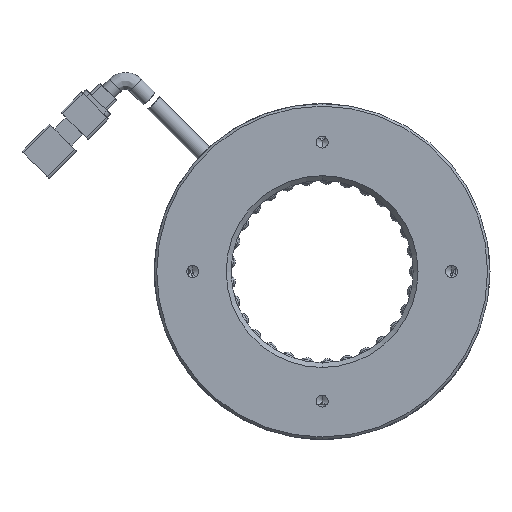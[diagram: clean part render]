
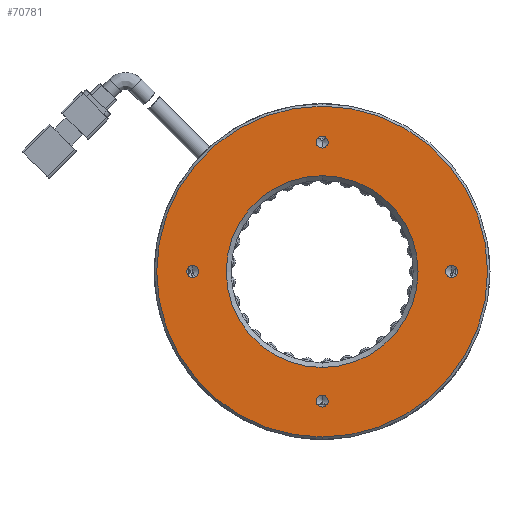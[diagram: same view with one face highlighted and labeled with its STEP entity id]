
A CAD part, front view. The second image highlights one B-rep face of the part: STEP entity #70781.
In plain terms, the highlighted planar face has unit normal (0, -1, 0).
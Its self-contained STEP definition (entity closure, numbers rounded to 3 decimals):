
#510 = EDGE_CURVE ( 'NONE', #45222, #800, #57077, .T. ) ;
#800 = VERTEX_POINT ( 'NONE', #14161 ) ;
#1112 = AXIS2_PLACEMENT_3D ( 'NONE', #36218, #83077, #43018 ) ;
#2182 = FACE_BOUND ( 'NONE', #84466, .T. ) ;
#2325 = AXIS2_PLACEMENT_3D ( 'NONE', #86485, #85908, #85627 ) ;
#2543 = EDGE_LOOP ( 'NONE', ( #7805, #76303 ) ) ;
#2690 = VERTEX_POINT ( 'NONE', #72954 ) ;
#4305 = FACE_BOUND ( 'NONE', #18143, .T. ) ;
#6023 = EDGE_CURVE ( 'NONE', #79109, #83024, #51141, .T. ) ;
#7441 = CARTESIAN_POINT ( 'NONE',  ( 24.284, -3.693, -1.25 ) ) ;
#7625 = DIRECTION ( 'NONE',  ( 0., 1., 0. ) ) ;
#7805 = ORIENTED_EDGE ( 'NONE', *, *, #38756, .F. ) ;
#8042 = AXIS2_PLACEMENT_3D ( 'NONE', #59860, #19700, #66566 ) ;
#14161 = CARTESIAN_POINT ( 'NONE',  ( -2.716, -3.693, 34.5 ) ) ;
#14998 = EDGE_LOOP ( 'NONE', ( #67411, #33947 ) ) ;
#15653 = AXIS2_PLACEMENT_3D ( 'NONE', #31767, #78631, #38485 ) ;
#15951 = CIRCLE ( 'NONE', #15653, 1.25 ) ;
#16186 = CIRCLE ( 'NONE', #67188, 1.25 ) ;
#16349 = AXIS2_PLACEMENT_3D ( 'NONE', #64334, #24280, #71103 ) ;
#16432 = AXIS2_PLACEMENT_3D ( 'NONE', #79804, #39681, #86501 ) ;
#16888 = AXIS2_PLACEMENT_3D ( 'NONE', #67847, #27766, #74623 ) ;
#17044 = CARTESIAN_POINT ( 'NONE',  ( -2.716, -3.693, -27. ) ) ;
#18143 = EDGE_LOOP ( 'NONE', ( #56080, #62092 ) ) ;
#18886 = EDGE_CURVE ( 'NONE', #83024, #79109, #47727, .T. ) ;
#19484 = DIRECTION ( 'NONE',  ( 0., -1., 0. ) ) ;
#19700 = DIRECTION ( 'NONE',  ( 0., 1., 0. ) ) ;
#20009 = FACE_OUTER_BOUND ( 'NONE', #68698, .T. ) ;
#20248 = ORIENTED_EDGE ( 'NONE', *, *, #510, .F. ) ;
#21463 = ORIENTED_EDGE ( 'NONE', *, *, #31919, .F. ) ;
#23829 = DIRECTION ( 'NONE',  ( 0., 0., -1. ) ) ;
#24280 = DIRECTION ( 'NONE',  ( 0., -1., 0. ) ) ;
#24432 = CARTESIAN_POINT ( 'NONE',  ( -2.716, -3.693, -34.5 ) ) ;
#24839 = CIRCLE ( 'NONE', #75198, 1.25 ) ;
#26220 = PLANE ( 'NONE',  #8042 ) ;
#27228 = CARTESIAN_POINT ( 'NONE',  ( -2.716, -3.693, -28.25 ) ) ;
#27309 = DIRECTION ( 'NONE',  ( 0., -1., 0. ) ) ;
#27766 = DIRECTION ( 'NONE',  ( 0., -1., 0. ) ) ;
#27847 = AXIS2_PLACEMENT_3D ( 'NONE', #17044, #63916, #23829 ) ;
#28237 = CARTESIAN_POINT ( 'NONE',  ( -2.716, -3.693, -20. ) ) ;
#30092 = AXIS2_PLACEMENT_3D ( 'NONE', #32643, #79542, #39391 ) ;
#31767 = CARTESIAN_POINT ( 'NONE',  ( 24.284, -3.693, 0. ) ) ;
#31919 = EDGE_CURVE ( 'NONE', #50716, #79281, #39762, .T. ) ;
#32643 = CARTESIAN_POINT ( 'NONE',  ( -29.716, -3.693, 0. ) ) ;
#33780 = VERTEX_POINT ( 'NONE', #54794 ) ;
#33847 = CARTESIAN_POINT ( 'NONE',  ( -29.716, -3.693, 0. ) ) ;
#33947 = ORIENTED_EDGE ( 'NONE', *, *, #42327, .F. ) ;
#36218 = CARTESIAN_POINT ( 'NONE',  ( -2.716, -3.693, 27. ) ) ;
#37826 = FACE_BOUND ( 'NONE', #14998, .T. ) ;
#38008 = CARTESIAN_POINT ( 'NONE',  ( -2.716, -3.693, 20. ) ) ;
#38090 = AXIS2_PLACEMENT_3D ( 'NONE', #47796, #7625, #54511 ) ;
#38485 = DIRECTION ( 'NONE',  ( 0., 0., -1. ) ) ;
#38756 = EDGE_CURVE ( 'NONE', #77645, #74568, #59278, .T. ) ;
#39029 = CARTESIAN_POINT ( 'NONE',  ( 24.284, -3.693, 1.25 ) ) ;
#39391 = DIRECTION ( 'NONE',  ( 0., 0., -1. ) ) ;
#39681 = DIRECTION ( 'NONE',  ( 0., -1., 0. ) ) ;
#39762 = CIRCLE ( 'NONE', #30092, 1.25 ) ;
#40587 = DIRECTION ( 'NONE',  ( 0., 0., -1. ) ) ;
#41769 = VERTEX_POINT ( 'NONE', #27228 ) ;
#42327 = EDGE_CURVE ( 'NONE', #46842, #33780, #66145, .T. ) ;
#43018 = DIRECTION ( 'NONE',  ( 0., 0., -1. ) ) ;
#44050 = CARTESIAN_POINT ( 'NONE',  ( -29.716, -3.693, -1.25 ) ) ;
#45222 = VERTEX_POINT ( 'NONE', #24432 ) ;
#46842 = VERTEX_POINT ( 'NONE', #72924 ) ;
#47727 = CIRCLE ( 'NONE', #54739, 20. ) ;
#47796 = CARTESIAN_POINT ( 'NONE',  ( -2.716, -3.693, 0. ) ) ;
#50392 = EDGE_CURVE ( 'NONE', #800, #45222, #67138, .T. ) ;
#50716 = VERTEX_POINT ( 'NONE', #58272 ) ;
#51139 = EDGE_CURVE ( 'NONE', #33780, #46842, #86706, .T. ) ;
#51141 = CIRCLE ( 'NONE', #16349, 20. ) ;
#54511 = DIRECTION ( 'NONE',  ( 0., 0., 1. ) ) ;
#54739 = AXIS2_PLACEMENT_3D ( 'NONE', #67373, #27309, #74154 ) ;
#54794 = CARTESIAN_POINT ( 'NONE',  ( -2.716, -3.693, 25.75 ) ) ;
#55674 = FACE_BOUND ( 'NONE', #2543, .T. ) ;
#56080 = ORIENTED_EDGE ( 'NONE', *, *, #68565, .F. ) ;
#57077 = CIRCLE ( 'NONE', #2325, 34.5 ) ;
#57793 = FACE_BOUND ( 'NONE', #63479, .T. ) ;
#58272 = CARTESIAN_POINT ( 'NONE',  ( -29.716, -3.693, 1.25 ) ) ;
#59278 = CIRCLE ( 'NONE', #16888, 1.25 ) ;
#59393 = EDGE_CURVE ( 'NONE', #74568, #77645, #15951, .T. ) ;
#59659 = CARTESIAN_POINT ( 'NONE',  ( -2.716, -3.693, -27. ) ) ;
#59860 = CARTESIAN_POINT ( 'NONE',  ( -21.716, -3.693, 0. ) ) ;
#61689 = CIRCLE ( 'NONE', #27847, 1.25 ) ;
#62092 = ORIENTED_EDGE ( 'NONE', *, *, #71562, .F. ) ;
#62978 = ORIENTED_EDGE ( 'NONE', *, *, #18886, .F. ) ;
#63479 = EDGE_LOOP ( 'NONE', ( #71026, #21463 ) ) ;
#63916 = DIRECTION ( 'NONE',  ( 0., -1., 0. ) ) ;
#64334 = CARTESIAN_POINT ( 'NONE',  ( -2.716, -3.693, 0. ) ) ;
#66145 = CIRCLE ( 'NONE', #16432, 1.25 ) ;
#66359 = DIRECTION ( 'NONE',  ( 0., 0., -1. ) ) ;
#66566 = DIRECTION ( 'NONE',  ( 0., 0., 1. ) ) ;
#67138 = CIRCLE ( 'NONE', #38090, 34.5 ) ;
#67188 = AXIS2_PLACEMENT_3D ( 'NONE', #33847, #80723, #40587 ) ;
#67373 = CARTESIAN_POINT ( 'NONE',  ( -2.716, -3.693, 0. ) ) ;
#67411 = ORIENTED_EDGE ( 'NONE', *, *, #51139, .F. ) ;
#67847 = CARTESIAN_POINT ( 'NONE',  ( 24.284, -3.693, 0. ) ) ;
#68565 = EDGE_CURVE ( 'NONE', #41769, #2690, #24839, .T. ) ;
#68698 = EDGE_LOOP ( 'NONE', ( #74505, #20248 ) ) ;
#70781 = ADVANCED_FACE ( 'NONE', ( #37826, #57793, #4305, #55674, #20009, #2182 ), #26220, .F. ) ;
#71026 = ORIENTED_EDGE ( 'NONE', *, *, #72423, .F. ) ;
#71103 = DIRECTION ( 'NONE',  ( 0., 0., -1. ) ) ;
#71562 = EDGE_CURVE ( 'NONE', #2690, #41769, #61689, .T. ) ;
#72423 = EDGE_CURVE ( 'NONE', #79281, #50716, #16186, .T. ) ;
#72924 = CARTESIAN_POINT ( 'NONE',  ( -2.716, -3.693, 28.25 ) ) ;
#72954 = CARTESIAN_POINT ( 'NONE',  ( -2.716, -3.693, -25.75 ) ) ;
#74154 = DIRECTION ( 'NONE',  ( 0., 0., -1. ) ) ;
#74505 = ORIENTED_EDGE ( 'NONE', *, *, #50392, .F. ) ;
#74568 = VERTEX_POINT ( 'NONE', #39029 ) ;
#74623 = DIRECTION ( 'NONE',  ( 0., 0., -1. ) ) ;
#75198 = AXIS2_PLACEMENT_3D ( 'NONE', #59659, #19484, #66359 ) ;
#76303 = ORIENTED_EDGE ( 'NONE', *, *, #59393, .F. ) ;
#77645 = VERTEX_POINT ( 'NONE', #7441 ) ;
#77920 = ORIENTED_EDGE ( 'NONE', *, *, #6023, .F. ) ;
#78631 = DIRECTION ( 'NONE',  ( 0., -1., 0. ) ) ;
#79109 = VERTEX_POINT ( 'NONE', #28237 ) ;
#79281 = VERTEX_POINT ( 'NONE', #44050 ) ;
#79542 = DIRECTION ( 'NONE',  ( 0., -1., 0. ) ) ;
#79804 = CARTESIAN_POINT ( 'NONE',  ( -2.716, -3.693, 27. ) ) ;
#80723 = DIRECTION ( 'NONE',  ( 0., -1., 0. ) ) ;
#83024 = VERTEX_POINT ( 'NONE', #38008 ) ;
#83077 = DIRECTION ( 'NONE',  ( 0., -1., 0. ) ) ;
#84466 = EDGE_LOOP ( 'NONE', ( #77920, #62978 ) ) ;
#85627 = DIRECTION ( 'NONE',  ( 0., 0., 1. ) ) ;
#85908 = DIRECTION ( 'NONE',  ( 0., 1., 0. ) ) ;
#86485 = CARTESIAN_POINT ( 'NONE',  ( -2.716, -3.693, 0. ) ) ;
#86501 = DIRECTION ( 'NONE',  ( 0., 0., -1. ) ) ;
#86706 = CIRCLE ( 'NONE', #1112, 1.25 ) ;
